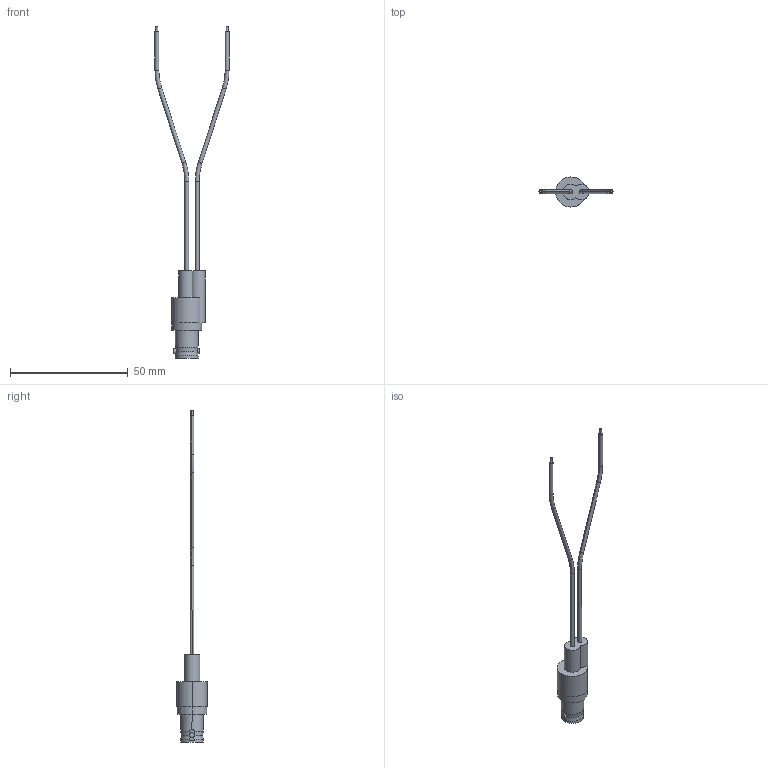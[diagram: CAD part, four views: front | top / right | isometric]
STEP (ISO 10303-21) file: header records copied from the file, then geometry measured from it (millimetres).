
FILE_DESCRIPTION (( 'STEP AP214' ), '1' );
FILE_NAME ('BC55_3D.step', '2024-05-30T22:42:07', ( '' ), ( '' ), 'SwSTEP 2.0', 'SolidWorks 2022', '' );
FILE_SCHEMA (( 'AUTOMOTIVE_DESIGN' ));
Length unit declared in the file: inch
Products named in the file (4): 3AB03-003; BC55_3D; BC30-MA3_STRIPPED END; MTN-113
Assembly tree (4 placements, depth 2):
  BC55_3D
    3AB03-003
    MTN-113
    BC30-MA3_STRIPPED END  x2
Bounding box: 31.5 x 12.83 x 141.2 mm (x, y, z)
Volume: 3398.7 mm3; surface area: 3370 mm2
Topology: 4 solids, 4 shells, 96 faces, 212 edges, 130 vertices
Faces by surface type: cylinder 47, plane 27, torus 22
Entity records: 2828 total; most frequent: CARTESIAN_POINT 596, DIRECTION 410, ORIENTED_EDGE 368, EDGE_CURVE 184, AXIS2_PLACEMENT_3D 176, VERTEX_POINT 114, CIRCLE 88, EDGE_LOOP 86
